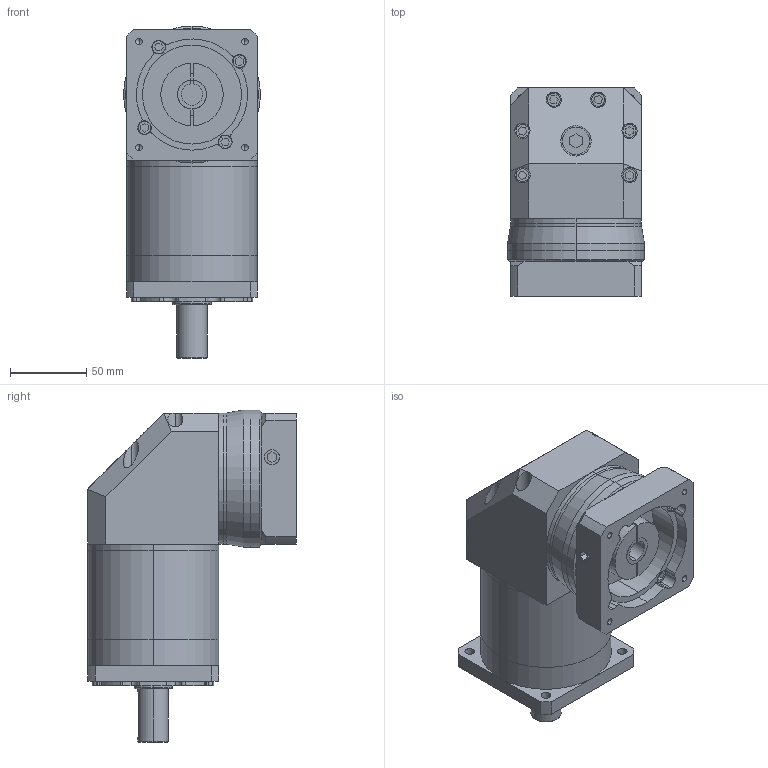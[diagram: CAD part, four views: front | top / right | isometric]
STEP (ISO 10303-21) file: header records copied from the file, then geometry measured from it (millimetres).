
FILE_DESCRIPTION (( 'STEP AP214' ), '1' );
FILE_NAME ('VGZF85双级模型（14-35 73-2 4-5.5-69.6-69.6）新.STEP', '2018-07-10T07:06:15', ( 'Windows' ), ( 'Microsoft' ), 'SwSTEP 2.0', 'SolidWorks 2016', '' );
FILE_SCHEMA (( 'AUTOMOTIVE_DESIGN' ));
Length unit declared in the file: millimetre
Products named in the file (1): VGZF85双级模型（14-35 73-2 4-5.5-69.6-69.6）新
Bounding box: 90 x 137 x 218 mm (x, y, z)
Volume: 1298823.3 mm3; surface area: 166125.5 mm2
Topology: 7 solids, 7 shells, 478 faces, 1177 edges, 762 vertices
Faces by surface type: plane 263, cylinder 191, cone 20, torus 4
Entity records: 14403 total; most frequent: CARTESIAN_POINT 2549, DIRECTION 2527, ORIENTED_EDGE 2334, EDGE_CURVE 1167, AXIS2_PLACEMENT_3D 910, VERTEX_POINT 762, VECTOR 707, LINE 707
